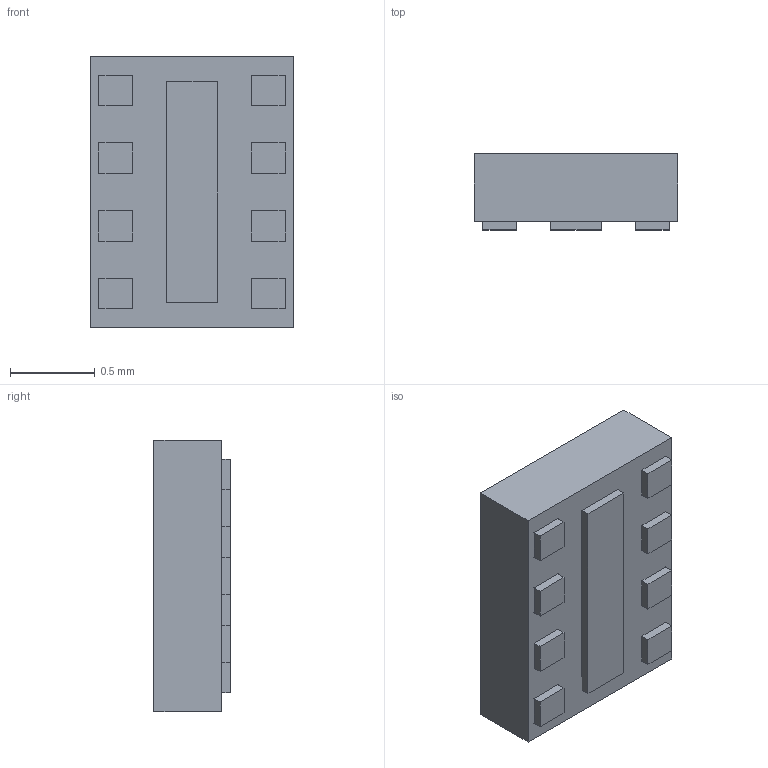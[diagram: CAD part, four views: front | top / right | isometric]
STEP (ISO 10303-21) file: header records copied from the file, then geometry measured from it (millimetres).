
FILE_DESCRIPTION (( 'STEP AP214' ), '1' );
FILE_NAME ('NCP186AMX330TAG.STEP', '2023-03-12T12:57:38', ( '' ), ( '' ), 'SwSTEP 2.0', 'SolidWorks 2022', '' );
FILE_SCHEMA (( 'AUTOMOTIVE_DESIGN' ));
Length unit declared in the file: inch
Products named in the file (12): NCP186BMX300TAG; NCP186AMX330TAG; NCP186BMX300TAG_5; NCP186BMX300TAG_7; NCP186BMX300TAG_9; NCP186BMX300TAG_6; NCP186BMX300TAG_3; NCP186BMX300TAG_4; NCP186BMX300TAG_8; NCP186BMX300TAG_11; NCP186BMX300TAG_2; NCP186BMX300TAG_10
Assembly tree (11 placements, depth 2):
  NCP186AMX330TAG
    NCP186BMX300TAG_6
    NCP186BMX300TAG_10
    NCP186BMX300TAG_9
    NCP186BMX300TAG
    NCP186BMX300TAG_7
    NCP186BMX300TAG_8
    NCP186BMX300TAG_4
    NCP186BMX300TAG_2
    NCP186BMX300TAG_11
    NCP186BMX300TAG_3
    NCP186BMX300TAG_5
Bounding box: 1.2 x 0.45 x 1.6 mm (x, y, z)
Volume: 0.8 mm3; surface area: 10.9 mm2
Topology: 11 solids, 11 shells, 113 faces, 243 edges, 162 vertices
Faces by surface type: plane 109, cylinder 4
Entity records: 5048 total; most frequent: CARTESIAN_POINT 532, DIRECTION 505, ORIENTED_EDGE 486, EDGE_CURVE 243, LINE 235, VECTOR 235, VERTEX_POINT 162, DIMENSIONAL_EXPONENTS 147
